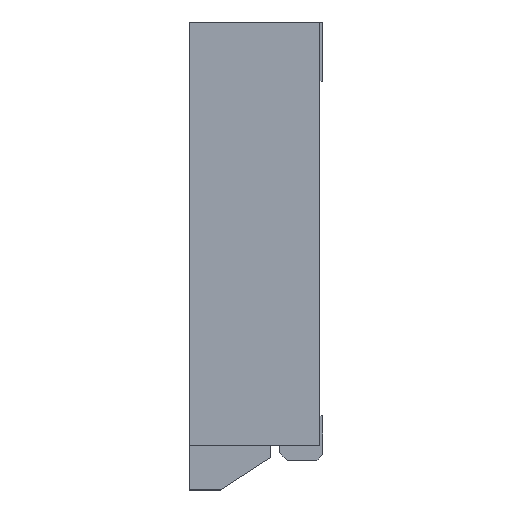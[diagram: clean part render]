
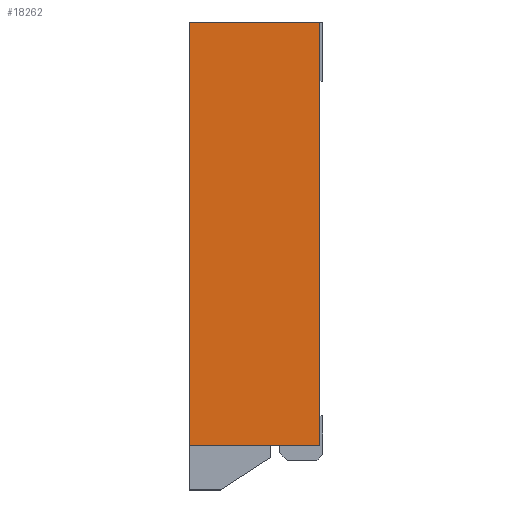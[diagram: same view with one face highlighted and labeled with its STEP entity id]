
A CAD part, left-side view. The second image highlights one B-rep face of the part: STEP entity #18262.
In plain terms, the highlighted planar face has unit normal (-1, 0, 0).
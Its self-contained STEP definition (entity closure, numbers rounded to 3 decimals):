
#1139 = VECTOR ( 'NONE', #34019, 1000. ) ;
#2979 = DIRECTION ( 'NONE',  ( 0., 0., 1. ) ) ;
#3741 = DIRECTION ( 'NONE',  ( 0., -1., 0. ) ) ;
#5478 = VECTOR ( 'NONE', #3741, 1000. ) ;
#5622 = EDGE_CURVE ( 'NONE', #14046, #36772, #22433, .T. ) ;
#5716 = CARTESIAN_POINT ( 'NONE',  ( -6., 0.02, -1.325 ) ) ;
#9390 = DIRECTION ( 'NONE',  ( -1., 0., 0. ) ) ;
#10275 = ORIENTED_EDGE ( 'NONE', *, *, #14312, .T. ) ;
#11760 = LINE ( 'NONE', #31945, #5478 ) ;
#12649 = CARTESIAN_POINT ( 'NONE',  ( -6., 0.9, 1.525 ) ) ;
#12936 = AXIS2_PLACEMENT_3D ( 'NONE', #12649, #9390, #34011 ) ;
#12963 = CARTESIAN_POINT ( 'NONE',  ( -6., 0.9, 1.525 ) ) ;
#14046 = VERTEX_POINT ( 'NONE', #17421 ) ;
#14312 = EDGE_CURVE ( 'NONE', #33771, #14046, #28146, .T. ) ;
#17082 = ORIENTED_EDGE ( 'NONE', *, *, #25431, .F. ) ;
#17421 = CARTESIAN_POINT ( 'NONE',  ( -6., 0.9, -1.325 ) ) ;
#18262 = ADVANCED_FACE ( 'NONE', ( #33525 ), #27190, .T. ) ;
#19335 = LINE ( 'NONE', #33901, #29070 ) ;
#20215 = ORIENTED_EDGE ( 'NONE', *, *, #21983, .T. ) ;
#21467 = CARTESIAN_POINT ( 'NONE',  ( -6., 3.787, -1.325 ) ) ;
#21983 = EDGE_CURVE ( 'NONE', #36772, #40002, #19335, .T. ) ;
#22433 = LINE ( 'NONE', #21467, #1139 ) ;
#25362 = ORIENTED_EDGE ( 'NONE', *, *, #5622, .T. ) ;
#25431 = EDGE_CURVE ( 'NONE', #33771, #40002, #11760, .T. ) ;
#25751 = CARTESIAN_POINT ( 'NONE',  ( -6., 0.02, 1.525 ) ) ;
#27190 = PLANE ( 'NONE',  #12936 ) ;
#28146 = LINE ( 'NONE', #12963, #32521 ) ;
#28871 = CARTESIAN_POINT ( 'NONE',  ( -6., 0.9, 1.525 ) ) ;
#28997 = EDGE_LOOP ( 'NONE', ( #17082, #10275, #25362, #20215 ) ) ;
#29070 = VECTOR ( 'NONE', #2979, 1000. ) ;
#31945 = CARTESIAN_POINT ( 'NONE',  ( -6., 3.787, 1.525 ) ) ;
#32521 = VECTOR ( 'NONE', #34462, 1000. ) ;
#33525 = FACE_OUTER_BOUND ( 'NONE', #28997, .T. ) ;
#33771 = VERTEX_POINT ( 'NONE', #28871 ) ;
#33901 = CARTESIAN_POINT ( 'NONE',  ( -6., 0.02, 1.525 ) ) ;
#34011 = DIRECTION ( 'NONE',  ( 0., 0., 1. ) ) ;
#34019 = DIRECTION ( 'NONE',  ( 0., -1., 0. ) ) ;
#34462 = DIRECTION ( 'NONE',  ( 0., 0., -1. ) ) ;
#36772 = VERTEX_POINT ( 'NONE', #5716 ) ;
#40002 = VERTEX_POINT ( 'NONE', #25751 ) ;
